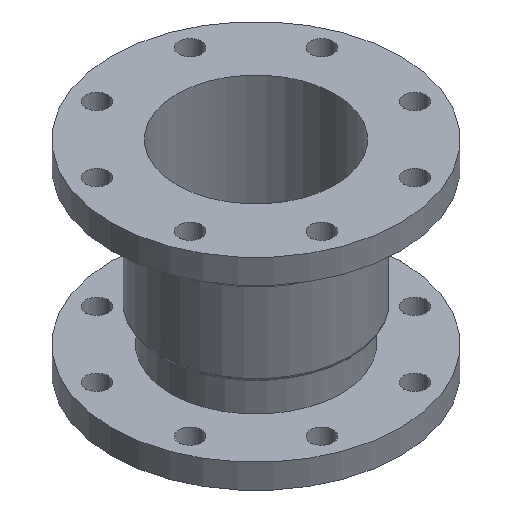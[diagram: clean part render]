
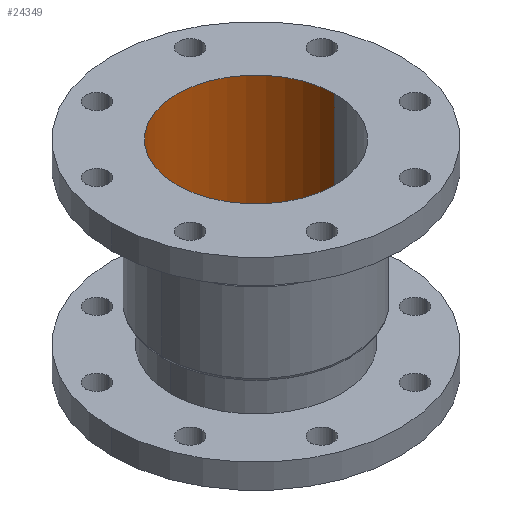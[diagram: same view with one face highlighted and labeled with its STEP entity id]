
A CAD part, isometric view. The second image highlights one B-rep face of the part: STEP entity #24349.
In plain terms, the highlighted cylindrical face has radius 77.85 mm (diameter 155.7 mm), a partial arc.
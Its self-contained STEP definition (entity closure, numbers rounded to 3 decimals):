
#216 = CARTESIAN_POINT ( 'NONE',  ( 0., 0., 0. ) ) ;
#252 = DIRECTION ( 'NONE',  ( 0., 0., 1. ) ) ;
#595 = VECTOR ( 'NONE', #24463, 1000. ) ;
#2023 = CARTESIAN_POINT ( 'NONE',  ( -77.85, 0., 0. ) ) ;
#2296 = VERTEX_POINT ( 'NONE', #9485 ) ;
#3190 = DIRECTION ( 'NONE',  ( 0., 0., 1. ) ) ;
#3852 = EDGE_CURVE ( 'NONE', #2296, #15984, #26098, .T. ) ;
#3913 = ORIENTED_EDGE ( 'NONE', *, *, #11475, .F. ) ;
#4957 = VERTEX_POINT ( 'NONE', #21310 ) ;
#5613 = ORIENTED_EDGE ( 'NONE', *, *, #7693, .T. ) ;
#7693 = EDGE_CURVE ( 'NONE', #4957, #2296, #28892, .T. ) ;
#7753 = DIRECTION ( 'NONE',  ( 1., 0., 0. ) ) ;
#8007 = ORIENTED_EDGE ( 'NONE', *, *, #15122, .F. ) ;
#8822 = ORIENTED_EDGE ( 'NONE', *, *, #3852, .T. ) ;
#9485 = CARTESIAN_POINT ( 'NONE',  ( 77.85, 0., 0. ) ) ;
#9661 = EDGE_LOOP ( 'NONE', ( #8007, #3913, #5613, #8822 ) ) ;
#10901 = CARTESIAN_POINT ( 'NONE',  ( 77.85, 0., 0. ) ) ;
#11317 = LINE ( 'NONE', #2023, #22940 ) ;
#11475 = EDGE_CURVE ( 'NONE', #4957, #17631, #27483, .T. ) ;
#13638 = CYLINDRICAL_SURFACE ( 'NONE', #21470, 77.85 ) ;
#14109 = DIRECTION ( 'NONE',  ( 0., 0., 1. ) ) ;
#15122 = EDGE_CURVE ( 'NONE', #17631, #15984, #11317, .T. ) ;
#15984 = VERTEX_POINT ( 'NONE', #20550 ) ;
#17631 = VERTEX_POINT ( 'NONE', #27608 ) ;
#18367 = FACE_OUTER_BOUND ( 'NONE', #9661, .T. ) ;
#18823 = CARTESIAN_POINT ( 'NONE',  ( 0., 0., -199. ) ) ;
#20550 = CARTESIAN_POINT ( 'NONE',  ( -77.85, 0., 0. ) ) ;
#21187 = DIRECTION ( 'NONE',  ( 1., 0., 0. ) ) ;
#21310 = CARTESIAN_POINT ( 'NONE',  ( 77.85, 0., -199. ) ) ;
#21383 = AXIS2_PLACEMENT_3D ( 'NONE', #18823, #14109, #21187 ) ;
#21470 = AXIS2_PLACEMENT_3D ( 'NONE', #216, #27345, #22787 ) ;
#21787 = CARTESIAN_POINT ( 'NONE',  ( 0., 0., 0. ) ) ;
#22787 = DIRECTION ( 'NONE',  ( 1., 0., 0. ) ) ;
#22940 = VECTOR ( 'NONE', #252, 1000. ) ;
#24349 = ADVANCED_FACE ( 'NONE', ( #18367 ), #13638, .F. ) ;
#24463 = DIRECTION ( 'NONE',  ( 0., 0., 1. ) ) ;
#26098 = CIRCLE ( 'NONE', #27488, 77.85 ) ;
#27345 = DIRECTION ( 'NONE',  ( 0., 0., 1. ) ) ;
#27483 = CIRCLE ( 'NONE', #21383, 77.85 ) ;
#27488 = AXIS2_PLACEMENT_3D ( 'NONE', #21787, #3190, #7753 ) ;
#27608 = CARTESIAN_POINT ( 'NONE',  ( -77.85, 0., -199. ) ) ;
#28892 = LINE ( 'NONE', #10901, #595 ) ;
